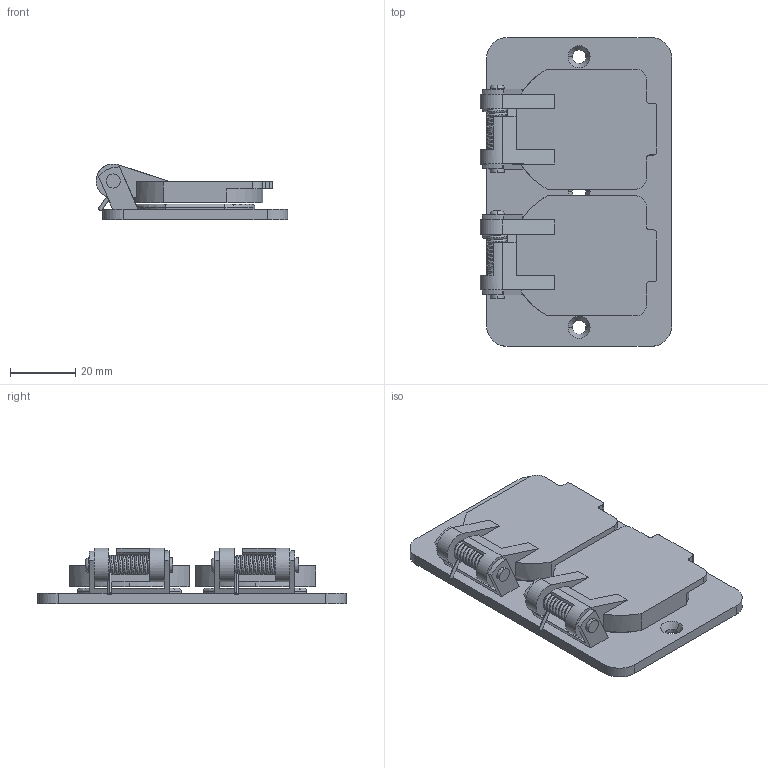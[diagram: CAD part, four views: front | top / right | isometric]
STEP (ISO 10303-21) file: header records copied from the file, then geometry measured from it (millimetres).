
FILE_DESCRIPTION (( 'STEP AP214' ), '1' );
FILE_NAME ('3056BRY.STEP', '2014-06-19T14:19:24', ( '' ), ( '' ), 'SwSTEP 2.0', 'SolidWorks 2013', '' );
FILE_SCHEMA (( 'AUTOMOTIVE_DESIGN' ));
Length unit declared in the file: inch
Products named in the file (1): 3056BRY
Bounding box: 58.8 x 94.74 x 17.14 mm (x, y, z)
Volume: 33617.7 mm3; surface area: 20346.6 mm2
Topology: 1 solids, 1 shells, 241 faces, 691 edges, 447 vertices
Faces by surface type: cylinder 121, plane 94, torus 16, cone 6, bspline 4
Entity records: 14445 total; most frequent: CARTESIAN_POINT 7317, ORIENTED_EDGE 1382, DIRECTION 1236, EDGE_CURVE 691, VERTEX_POINT 447, AXIS2_PLACEMENT_3D 436, LINE 364, VECTOR 364
